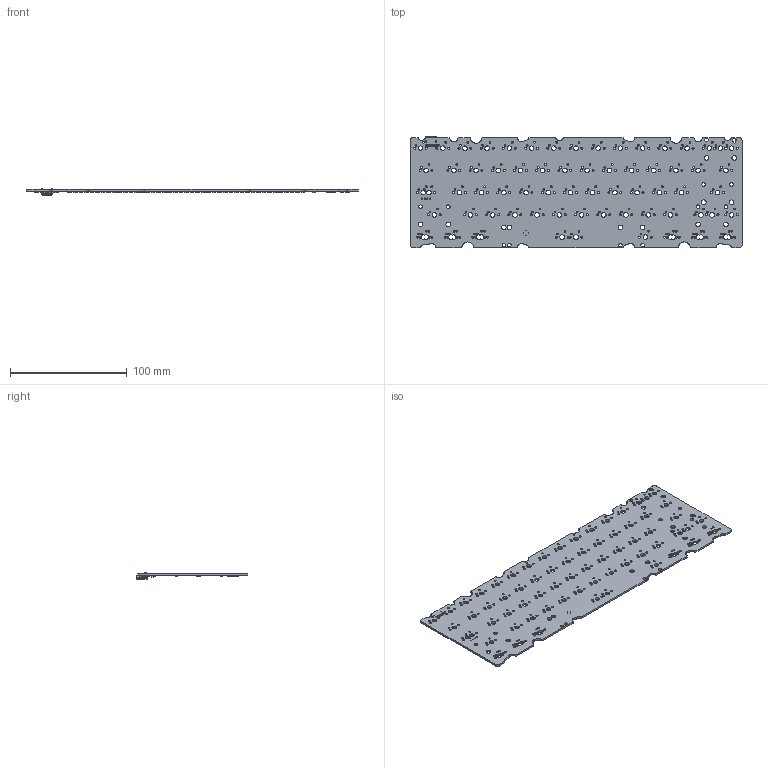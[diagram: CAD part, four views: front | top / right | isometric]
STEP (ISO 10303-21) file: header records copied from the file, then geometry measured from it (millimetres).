
FILE_DESCRIPTION(('KiCad electronic assembly'),'2;1');
FILE_NAME('PCB.step','2024-10-20T17:16:52',('Pcbnew'),('Kicad'), 'Open CASCADE STEP processor 7.6','KiCad to STEP converter','Unknown' );
FILE_SCHEMA(('AUTOMOTIVE_DESIGN { 1 0 10303 214 1 1 1 1 }'));
Length unit declared in the file: millimetre
Products named in the file (24): PCB 1; QFN-56-1EP_7x7mm_P0.4mm_EP3.2x3.2mm; QFN_56_1EP_7x7mm_P04mm_EP32x32mm; C_0201_0603Metric; D_SOD-123; D_SOD_123; USB_C_Receptacle_GCT_USB4085; SOT-23-6; SOT_23_6; R_0201_0603Metric; Crystal_SMD_3225-4Pin_3.2x2.5mm; R_0402_1005Metric; TSOT-23; TSOT_23; Fuse_0805_2012Metric; L_0603_1608Metric; PCB_PCB
Assembly tree (105 placements, depth 3):
  PCB 1
    QFN-56-1EP_7x7mm_P0.4mm_EP3.2x3.2mm
      QFN_56_1EP_7x7mm_P04mm_EP32x32mm
    C_0201_0603Metric  x16
      C_0201_0603Metric
    D_SOD-123  x63
      D_SOD_123
    USB_C_Receptacle_GCT_USB4085
      USB_C_Receptacle_GCT_USB4085
    SOT-23-6
      SOT_23_6
    R_0201_0603Metric  x5
      R_0201_0603Metric
    Crystal_SMD_3225-4Pin_3.2x2.5mm
      Crystal_SMD_3225-4Pin_3.2x2.5mm
    R_0402_1005Metric  x2
      R_0402_1005Metric
    TSOT-23
      TSOT_23
    Fuse_0805_2012Metric
      Fuse_0805_2012Metric
    L_0603_1608Metric
      L_0603_1608Metric
    PCB_PCB
Bounding box: 284.7 x 95.31 x 5.56 mm (x, y, z)
Volume: 40037.3 mm3; surface area: 57026.3 mm2
Topology: 127 solids, 127 shells, 6988 faces, 17417 edges, 10784 vertices
Faces by surface type: plane 3950, bspline 1695, cylinder 1335, torus 4, cone 4
Full cylindrical faces by diameter (mm): 0.2 x4, 0.4 x17, 0.7 x2, 1.04 x4, 1.524 x144, 1.75 x124, 3.048 x11, 3.988 x72
Entity records: 81723 total; most frequent: CARTESIAN_POINT 13200, ORIENTED_EDGE 12650, DIRECTION 12097, EDGE_CURVE 6325, LINE 4975, VECTOR 4975, VERTEX_POINT 4140, AXIS2_PLACEMENT_3D 3561
